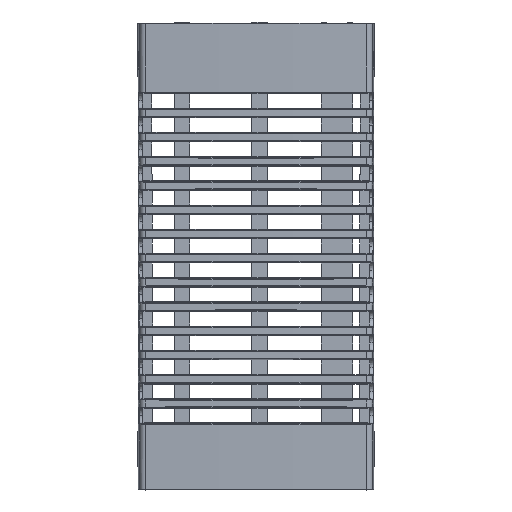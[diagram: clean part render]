
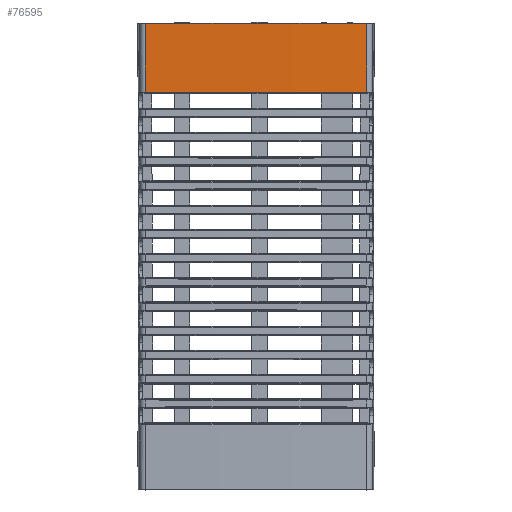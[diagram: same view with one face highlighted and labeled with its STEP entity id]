
A CAD part, front view. The second image highlights one B-rep face of the part: STEP entity #76595.
In plain terms, the highlighted cylindrical face has radius 500.2 mm (diameter 1000.4 mm), a partial arc.
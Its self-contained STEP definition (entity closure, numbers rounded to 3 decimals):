
#20435 = CYLINDRICAL_SURFACE('',#20436,1.);
#20436 = AXIS2_PLACEMENT_3D('',#20437,#20438,#20439);
#20437 = CARTESIAN_POINT('',(18.578,-43.549,27.646)
  );
#20438 = DIRECTION('',(0.,0.,1.));
#20439 = DIRECTION('',(1.,0.,0.));
#20455 = VERTEX_POINT('',#20456);
#20456 = CARTESIAN_POINT('',(18.616,-44.548,39.853));
#20471 = PLANE('',#20472);
#20472 = AXIS2_PLACEMENT_3D('',#20473,#20474,#20475);
#20473 = CARTESIAN_POINT('',(-20.64,-45.401,39.853));
#20474 = DIRECTION('',(0.,0.,1.));
#20475 = DIRECTION('',(1.,0.,0.));
#20483 = EDGE_CURVE('',#20484,#20455,#20486,.T.);
#20484 = VERTEX_POINT('',#20485);
#20485 = CARTESIAN_POINT('',(18.616,-44.548,
    28.198));
#20486 = SURFACE_CURVE('',#20487,(#20491,#20498),.PCURVE_S1.);
#20487 = LINE('',#20488,#20489);
#20488 = CARTESIAN_POINT('',(18.616,-44.548,
    28.198));
#20489 = VECTOR('',#20490,1.);
#20490 = DIRECTION('',(0.,0.,1.));
#20491 = PCURVE('',#20435,#20492);
#20492 = DEFINITIONAL_REPRESENTATION('',(#20493),#20497);
#20493 = LINE('',#20494,#20495);
#20494 = CARTESIAN_POINT('',(4.75,0.553));
#20495 = VECTOR('',#20496,1.);
#20496 = DIRECTION('',(0.,1.));
#20497 = ( GEOMETRIC_REPRESENTATION_CONTEXT(2) 
PARAMETRIC_REPRESENTATION_CONTEXT() REPRESENTATION_CONTEXT('2D SPACE',''
  ) );
#20498 = PCURVE('',#20499,#20504);
#20499 = CYLINDRICAL_SURFACE('',#20500,500.2);
#20500 = AXIS2_PLACEMENT_3D('',#20501,#20502,#20503);
#20501 = CARTESIAN_POINT('',(-0.14,455.3,27.698)
  );
#20502 = DIRECTION('',(0.,0.,1.));
#20503 = DIRECTION('',(1.,0.,0.));
#20504 = DEFINITIONAL_REPRESENTATION('',(#20505),#20509);
#20505 = LINE('',#20506,#20507);
#20506 = CARTESIAN_POINT('',(4.75,0.5));
#20507 = VECTOR('',#20508,1.);
#20508 = DIRECTION('',(0.,1.));
#20509 = ( GEOMETRIC_REPRESENTATION_CONTEXT(2) 
PARAMETRIC_REPRESENTATION_CONTEXT() REPRESENTATION_CONTEXT('2D SPACE',''
  ) );
#20686 = VERTEX_POINT('',#20687);
#20687 = CARTESIAN_POINT('',(-18.895,-44.548,39.853));
#20702 = CYLINDRICAL_SURFACE('',#20703,1.);
#20703 = AXIS2_PLACEMENT_3D('',#20704,#20705,#20706);
#20704 = CARTESIAN_POINT('',(-18.857,-43.549,27.646)
  );
#20705 = DIRECTION('',(0.,0.,1.));
#20706 = DIRECTION('',(1.,0.,0.));
#20714 = EDGE_CURVE('',#20686,#20455,#20715,.T.);
#20715 = SURFACE_CURVE('',#20716,(#20721,#20728),.PCURVE_S1.);
#20716 = CIRCLE('',#20717,500.2);
#20717 = AXIS2_PLACEMENT_3D('',#20718,#20719,#20720);
#20718 = CARTESIAN_POINT('',(-0.14,455.3,39.853));
#20719 = DIRECTION('',(0.,0.,1.));
#20720 = DIRECTION('',(1.,0.,0.));
#20721 = PCURVE('',#20471,#20722);
#20722 = DEFINITIONAL_REPRESENTATION('',(#20723),#20727);
#20723 = CIRCLE('',#20724,500.2);
#20724 = AXIS2_PLACEMENT_2D('',#20725,#20726);
#20725 = CARTESIAN_POINT('',(20.5,500.701));
#20726 = DIRECTION('',(1.,0.));
#20727 = ( GEOMETRIC_REPRESENTATION_CONTEXT(2) 
PARAMETRIC_REPRESENTATION_CONTEXT() REPRESENTATION_CONTEXT('2D SPACE',''
  ) );
#20728 = PCURVE('',#20499,#20729);
#20729 = DEFINITIONAL_REPRESENTATION('',(#20730),#20734);
#20730 = LINE('',#20731,#20732);
#20731 = CARTESIAN_POINT('',(0.,12.155));
#20732 = VECTOR('',#20733,1.);
#20733 = DIRECTION('',(1.,0.));
#20734 = ( GEOMETRIC_REPRESENTATION_CONTEXT(2) 
PARAMETRIC_REPRESENTATION_CONTEXT() REPRESENTATION_CONTEXT('2D SPACE',''
  ) );
#76585 = TOROIDAL_SURFACE('',#76586,496.378,0.1);
#76586 = AXIS2_PLACEMENT_3D('',#76587,#76588,#76589);
#76587 = CARTESIAN_POINT('',(-0.14,447.871,
    -32.307));
#76588 = DIRECTION('',(0.,-0.122,
    -0.993));
#76589 = DIRECTION('',(0.039,-0.992,0.122
    ));
#76595 = ADVANCED_FACE('',(#76596),#20499,.T.);
#76596 = FACE_BOUND('',#76597,.T.);
#76597 = EDGE_LOOP('',(#76598,#76599,#76600,#76623));
#76598 = ORIENTED_EDGE('',*,*,#20483,.T.);
#76599 = ORIENTED_EDGE('',*,*,#20714,.F.);
#76600 = ORIENTED_EDGE('',*,*,#76601,.F.);
#76601 = EDGE_CURVE('',#76602,#20686,#76604,.T.);
#76602 = VERTEX_POINT('',#76603);
#76603 = CARTESIAN_POINT('',(-18.895,-44.548,
    28.198));
#76604 = SURFACE_CURVE('',#76605,(#76609,#76616),.PCURVE_S1.);
#76605 = LINE('',#76606,#76607);
#76606 = CARTESIAN_POINT('',(-18.895,-44.548,
    28.198));
#76607 = VECTOR('',#76608,1.);
#76608 = DIRECTION('',(0.,0.,1.));
#76609 = PCURVE('',#20499,#76610);
#76610 = DEFINITIONAL_REPRESENTATION('',(#76611),#76615);
#76611 = LINE('',#76612,#76613);
#76612 = CARTESIAN_POINT('',(4.675,0.5));
#76613 = VECTOR('',#76614,1.);
#76614 = DIRECTION('',(0.,1.));
#76615 = ( GEOMETRIC_REPRESENTATION_CONTEXT(2) 
PARAMETRIC_REPRESENTATION_CONTEXT() REPRESENTATION_CONTEXT('2D SPACE',''
  ) );
#76616 = PCURVE('',#20702,#76617);
#76617 = DEFINITIONAL_REPRESENTATION('',(#76618),#76622);
#76618 = LINE('',#76619,#76620);
#76619 = CARTESIAN_POINT('',(4.675,0.553));
#76620 = VECTOR('',#76621,1.);
#76621 = DIRECTION('',(0.,1.));
#76622 = ( GEOMETRIC_REPRESENTATION_CONTEXT(2) 
PARAMETRIC_REPRESENTATION_CONTEXT() REPRESENTATION_CONTEXT('2D SPACE',''
  ) );
#76623 = ORIENTED_EDGE('',*,*,#76624,.F.);
#76624 = EDGE_CURVE('',#20484,#76602,#76625,.T.);
#76625 = SURFACE_CURVE('',#76626,(#76631,#76660),.PCURVE_S1.);
#76626 = CIRCLE('',#76627,496.477);
#76627 = AXIS2_PLACEMENT_3D('',#76628,#76629,#76630);
#76628 = CARTESIAN_POINT('',(-0.14,447.87,
    -32.319));
#76629 = DIRECTION('',(0.,-0.122,
    -0.993));
#76630 = DIRECTION('',(0.039,-0.992,0.122
    ));
#76631 = PCURVE('',#20499,#76632);
#76632 = DEFINITIONAL_REPRESENTATION('',(#76633),#76659);
#76633 = B_SPLINE_CURVE_WITH_KNOTS('',3,(#76634,#76635,#76636,#76637,
    #76638,#76639,#76640,#76641,#76642,#76643,#76644,#76645,#76646,
    #76647,#76648,#76649,#76650,#76651,#76652,#76653,#76654,#76655,
    #76656,#76657,#76658),.UNSPECIFIED.,.F.,.F.,(4,1,1,1,1,1,1,1,1,1,1,1
    ,1,1,1,1,1,1,1,1,1,1,4),(0.001,0.004,
    0.008,0.011,0.014,
    0.018,0.021,0.025,
    0.028,0.032,0.035,
    0.039,0.042,0.045,
    0.049,0.052,0.056,
    0.059,0.063,0.066,
    0.069,0.073,0.076),
  .QUASI_UNIFORM_KNOTS.);
#76634 = CARTESIAN_POINT('',(4.75,0.5));
#76635 = CARTESIAN_POINT('',(4.749,0.503));
#76636 = CARTESIAN_POINT('',(4.746,0.508));
#76637 = CARTESIAN_POINT('',(4.743,0.514));
#76638 = CARTESIAN_POINT('',(4.74,0.52));
#76639 = CARTESIAN_POINT('',(4.736,0.526));
#76640 = CARTESIAN_POINT('',(4.733,0.53));
#76641 = CARTESIAN_POINT('',(4.729,0.534));
#76642 = CARTESIAN_POINT('',(4.726,0.538));
#76643 = CARTESIAN_POINT('',(4.723,0.54));
#76644 = CARTESIAN_POINT('',(4.719,0.542));
#76645 = CARTESIAN_POINT('',(4.716,0.543));
#76646 = CARTESIAN_POINT('',(4.712,0.543));
#76647 = CARTESIAN_POINT('',(4.709,0.543));
#76648 = CARTESIAN_POINT('',(4.706,0.542));
#76649 = CARTESIAN_POINT('',(4.702,0.54));
#76650 = CARTESIAN_POINT('',(4.699,0.538));
#76651 = CARTESIAN_POINT('',(4.695,0.534));
#76652 = CARTESIAN_POINT('',(4.692,0.53));
#76653 = CARTESIAN_POINT('',(4.689,0.526));
#76654 = CARTESIAN_POINT('',(4.685,0.52));
#76655 = CARTESIAN_POINT('',(4.682,0.514));
#76656 = CARTESIAN_POINT('',(4.678,0.508));
#76657 = CARTESIAN_POINT('',(4.676,0.503));
#76658 = CARTESIAN_POINT('',(4.675,0.5));
#76659 = ( GEOMETRIC_REPRESENTATION_CONTEXT(2) 
PARAMETRIC_REPRESENTATION_CONTEXT() REPRESENTATION_CONTEXT('2D SPACE',''
  ) );
#76660 = PCURVE('',#76585,#76661);
#76661 = DEFINITIONAL_REPRESENTATION('',(#76662),#76666);
#76662 = LINE('',#76663,#76664);
#76663 = CARTESIAN_POINT('',(0.,0.122));
#76664 = VECTOR('',#76665,1.);
#76665 = DIRECTION('',(1.,0.));
#76666 = ( GEOMETRIC_REPRESENTATION_CONTEXT(2) 
PARAMETRIC_REPRESENTATION_CONTEXT() REPRESENTATION_CONTEXT('2D SPACE',''
  ) );
